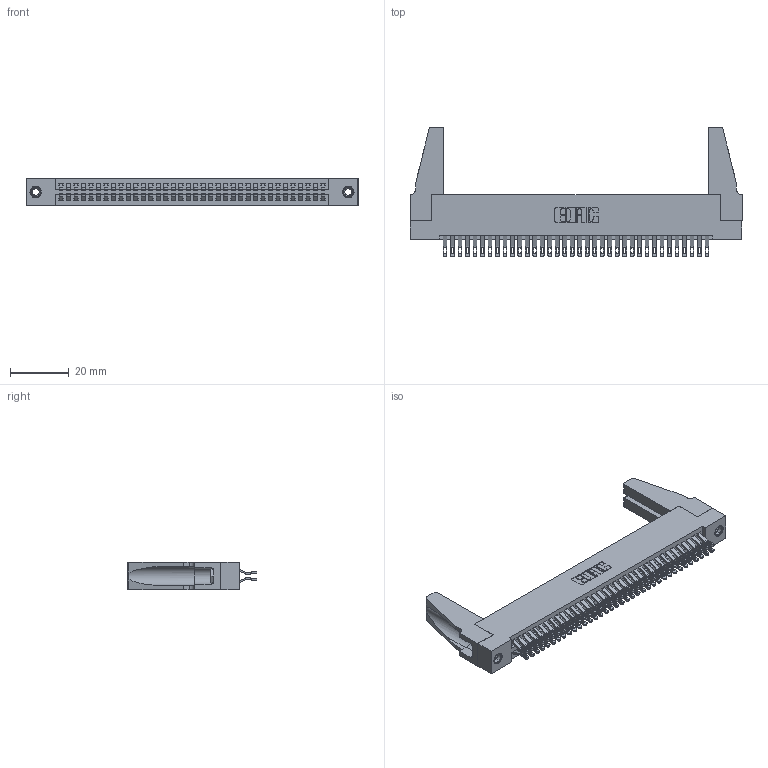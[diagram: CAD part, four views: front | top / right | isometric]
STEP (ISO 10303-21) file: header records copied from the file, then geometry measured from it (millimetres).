
FILE_DESCRIPTION (( 'STEP AP203' ), '1' );
FILE_NAME ('395-072-555-288.STEP', '2019-10-24T12:48:06', ( '' ), ( '' ), 'SwSTEP 2.0', 'SolidWorks 2016', '' );
FILE_SCHEMA (( 'CONFIG_CONTROL_DESIGN' ));
Length unit declared in the file: inch
Products named in the file (5): 345 Part_Flush Mounting Lugs - 0.156 Dia-TH; 345-292-001_555 Tail; 345-250-001_345-250-001-102; 345-220-078_345-220-088; 395-072-555-288
Assembly tree (77 placements, depth 2):
  395-072-555-288
    345 Part_Flush Mounting Lugs - 0.156 Dia-TH
    345-292-001_555 Tail  x72
    345-250-001_345-250-001-102  x2
    345-220-078_345-220-088  x2
Bounding box: 112.67 x 43.99 x 9.4 mm (x, y, z)
Volume: 14350.9 mm3; surface area: 20137.7 mm2
Topology: 77 solids, 77 shells, 4282 faces, 13399 edges, 8922 vertices
Faces by surface type: plane 2384, cylinder 1882, cone 12, torus 4
Entity records: 31528 total; most frequent: CARTESIAN_POINT 5320, ORIENTED_EDGE 5184, DIRECTION 4672, EDGE_CURVE 2592, VECTOR 2254, LINE 2254, VERTEX_POINT 1722, AXIS2_PLACEMENT_3D 1209
